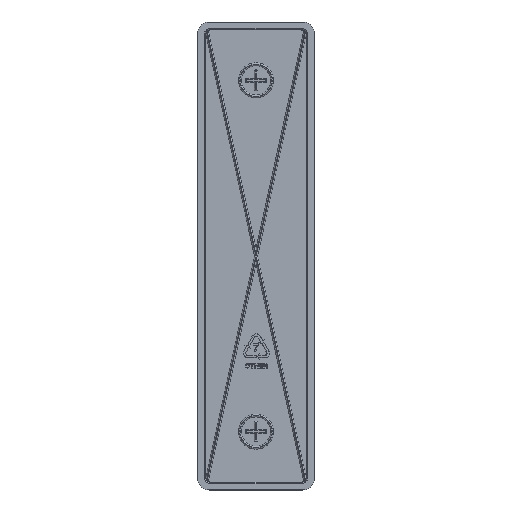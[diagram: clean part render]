
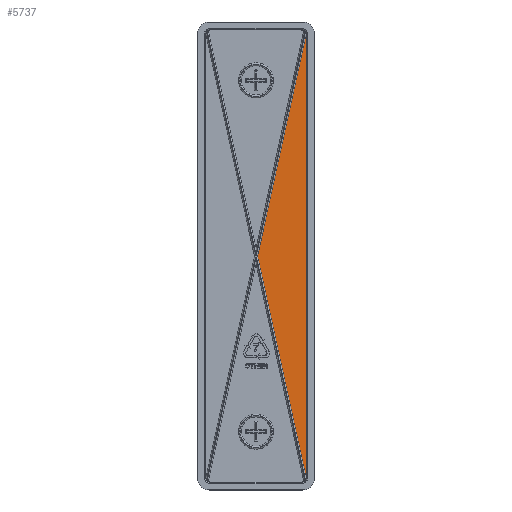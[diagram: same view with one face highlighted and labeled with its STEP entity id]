
A CAD part, top view. The second image highlights one B-rep face of the part: STEP entity #5737.
In plain terms, the highlighted planar face has unit normal (0, 0, 1).
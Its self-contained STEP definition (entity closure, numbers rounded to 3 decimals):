
#240 = CARTESIAN_POINT ( 'NONE',  ( 17.272, 76.308, 2.5 ) ) ;
#289 = DIRECTION ( 'NONE',  ( 0., 1., 0. ) ) ;
#301 = ORIENTED_EDGE ( 'NONE', *, *, #5431, .T. ) ;
#940 = CARTESIAN_POINT ( 'NONE',  ( 17.174, -75.862, 2.5 ) ) ;
#1029 = ORIENTED_EDGE ( 'NONE', *, *, #7459, .T. ) ;
#1046 = CARTESIAN_POINT ( 'NONE',  ( 17.227, 75.428, 2.5 ) ) ;
#1128 = DIRECTION ( 'NONE',  ( 0., 0., -1. ) ) ;
#1163 = DIRECTION ( 'NONE',  ( -1., 0., 0. ) ) ;
#1751 = CARTESIAN_POINT ( 'NONE',  ( 17.227, 75.424, 2.5 ) ) ;
#1795 = DIRECTION ( 'NONE',  ( 0.214, 0.977, 0. ) ) ;
#1879 = CARTESIAN_POINT ( 'NONE',  ( 17.227, 75.574, 2.5 ) ) ;
#2126 = VERTEX_POINT ( 'NONE', #940 ) ;
#2520 = CARTESIAN_POINT ( 'NONE',  ( -16.408, 77.2, 2.5 ) ) ;
#2681 = CARTESIAN_POINT ( 'NONE',  ( 17.209, 75.72, 2.5 ) ) ;
#2756 = CARTESIAN_POINT ( 'NONE',  ( 17.209, -75.72, 2.5 ) ) ;
#3140 = LINE ( 'NONE', #240, #6472 ) ;
#3256 = CARTESIAN_POINT ( 'NONE',  ( 0., 0., 2.5 ) ) ;
#3306 = ORIENTED_EDGE ( 'NONE', *, *, #6758, .F. ) ;
#3316 = CARTESIAN_POINT ( 'NONE',  ( 17.227, 75.428, 2.5 ) ) ;
#3496 = EDGE_LOOP ( 'NONE', ( #8843, #301, #4177, #1029, #3306 ) ) ;
#3544 = CARTESIAN_POINT ( 'NONE',  ( 17.227, -75.428, 2.5 ) ) ;
#3740 =( BOUNDED_CURVE ( )  B_SPLINE_CURVE ( 3, ( #3316, #1879, #2681, #9037 ),
 .UNSPECIFIED., .F., .F. ) 
 B_SPLINE_CURVE_WITH_KNOTS ( ( 4, 4 ),
 ( 2.356, 2.6 ),
 .UNSPECIFIED. ) 
 CURVE ( )  GEOMETRIC_REPRESENTATION_ITEM ( )  RATIONAL_B_SPLINE_CURVE ( ( 1., 0.995, 0.995, 1. ) ) 
 REPRESENTATION_ITEM ( '' )  );
#3912 = EDGE_CURVE ( 'NONE', #4042, #2126, #8024, .T. ) ;
#3918 = DIRECTION ( 'NONE',  ( 0.214, -0.977, 0. ) ) ;
#4042 = VERTEX_POINT ( 'NONE', #4646 ) ;
#4177 = ORIENTED_EDGE ( 'NONE', *, *, #6220, .T. ) ;
#4186 = VERTEX_POINT ( 'NONE', #5045 ) ;
#4641 = PLANE ( 'NONE',  #8363 ) ;
#4646 = CARTESIAN_POINT ( 'NONE',  ( 0.53, 0., 2.5 ) ) ;
#5045 = CARTESIAN_POINT ( 'NONE',  ( 17.227, -75.428, 2.5 ) ) ;
#5431 = EDGE_CURVE ( 'NONE', #2126, #4186, #8408, .T. ) ;
#5578 = CARTESIAN_POINT ( 'NONE',  ( 17.174, -75.862, 2.5 ) ) ;
#5624 = VERTEX_POINT ( 'NONE', #1046 ) ;
#5737 = ADVANCED_FACE ( 'NONE', ( #9173 ), #4641, .F. ) ;
#6220 = EDGE_CURVE ( 'NONE', #4186, #5624, #6266, .T. ) ;
#6266 = LINE ( 'NONE', #1751, #7274 ) ;
#6472 = VECTOR ( 'NONE', #1795, 1000. ) ;
#6758 = EDGE_CURVE ( 'NONE', #4042, #8972, #3140, .T. ) ;
#7274 = VECTOR ( 'NONE', #289, 1000. ) ;
#7459 = EDGE_CURVE ( 'NONE', #5624, #8972, #3740, .T. ) ;
#7578 = VECTOR ( 'NONE', #3918, 1000. ) ;
#8024 = LINE ( 'NONE', #2520, #7578 ) ;
#8086 = CARTESIAN_POINT ( 'NONE',  ( 17.174, 75.862, 2.5 ) ) ;
#8363 = AXIS2_PLACEMENT_3D ( 'NONE', #3256, #1128, #1163 ) ;
#8408 =( BOUNDED_CURVE ( )  B_SPLINE_CURVE ( 3, ( #5578, #2756, #9209, #3544 ),
 .UNSPECIFIED., .F., .F. ) 
 B_SPLINE_CURVE_WITH_KNOTS ( ( 4, 4 ),
 ( 3.683, 3.927 ),
 .UNSPECIFIED. ) 
 CURVE ( )  GEOMETRIC_REPRESENTATION_ITEM ( )  RATIONAL_B_SPLINE_CURVE ( ( 1., 0.995, 0.995, 1. ) ) 
 REPRESENTATION_ITEM ( '' )  );
#8843 = ORIENTED_EDGE ( 'NONE', *, *, #3912, .T. ) ;
#8972 = VERTEX_POINT ( 'NONE', #8086 ) ;
#9037 = CARTESIAN_POINT ( 'NONE',  ( 17.174, 75.862, 2.5 ) ) ;
#9173 = FACE_OUTER_BOUND ( 'NONE', #3496, .T. ) ;
#9209 = CARTESIAN_POINT ( 'NONE',  ( 17.227, -75.574, 2.5 ) ) ;
